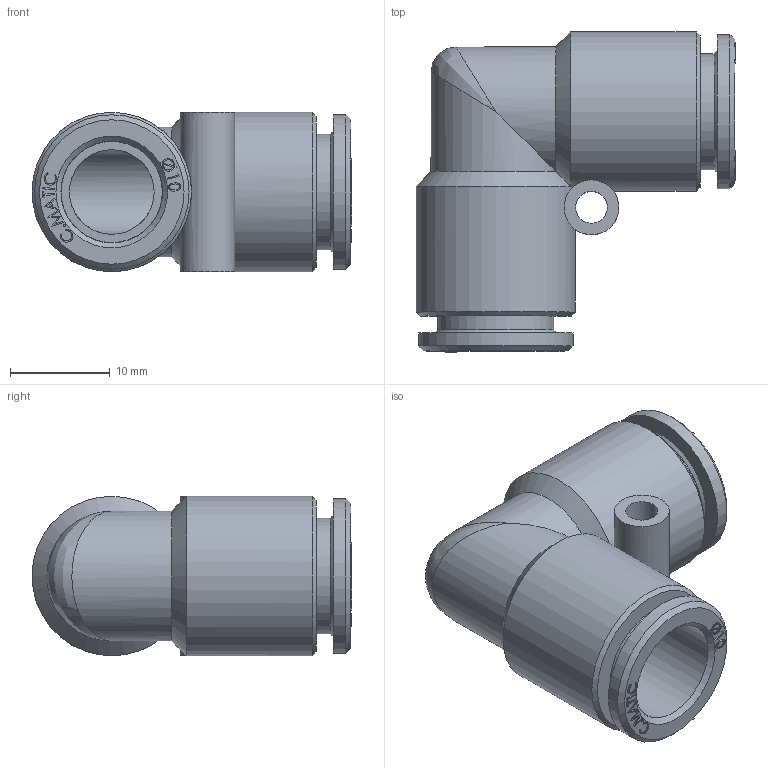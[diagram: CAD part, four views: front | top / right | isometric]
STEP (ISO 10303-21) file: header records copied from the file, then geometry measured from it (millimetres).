
FILE_DESCRIPTION( ( 'STEP AP214' ), '1' );
FILE_NAME( 'psolqas_5044_34.stp', '2021-03-04T17:00:54', ( 'License CC BY-ND 4.0' ), ( 'CADENAS' ), ' ', 'PARTsolutions', ' ' );
FILE_SCHEMA( ( 'AUTOMOTIVE_DESIGN { 1 0 10303 214 1 1 1 1 }' ) );
Length unit declared in the file: metre
Products named in the file (1): Rivoluzione2
Bounding box: 32.1 x 32.1 x 16 mm (x, y, z)
Volume: 4898.7 mm3; surface area: 4621.6 mm2
Topology: 1 solids, 1 shells, 261 faces, 665 edges, 439 vertices
Faces by surface type: plane 146, bspline 87, cylinder 16, cone 12
Full cylindrical faces by diameter (mm): 3.2 x1, 5.5 x1, 8.5 x2, 10.15 x2, 10.2 x2, 11.62 x2, 15.5 x2, 16 x2
Entity records: 15135 total; most frequent: CARTESIAN_POINT 7443, ORIENTED_EDGE 1268, DIRECTION 832, EDGE_CURVE 634, VERTEX_POINT 434, LINE 410, VECTOR 410, EDGE_LOOP 324
